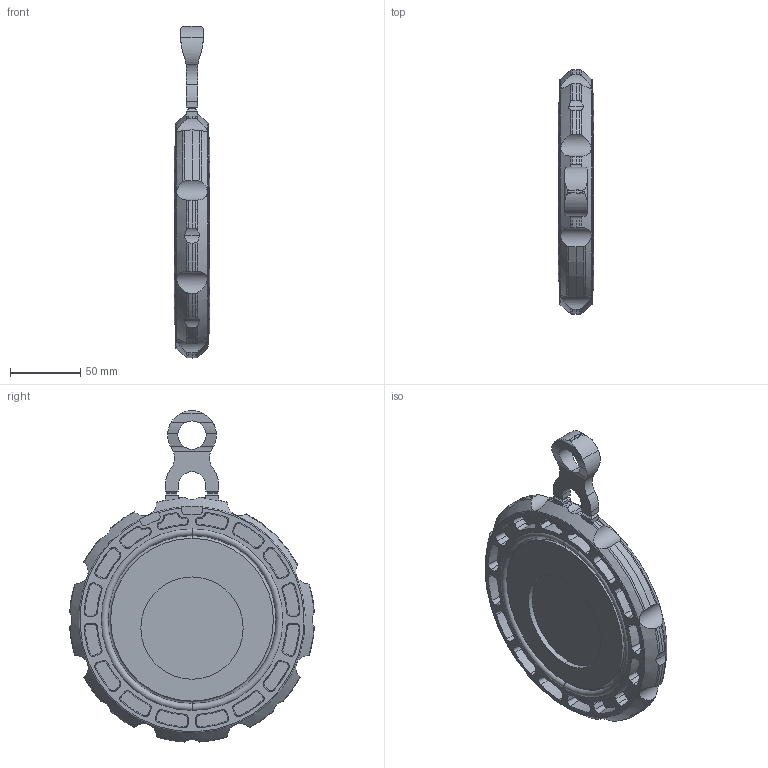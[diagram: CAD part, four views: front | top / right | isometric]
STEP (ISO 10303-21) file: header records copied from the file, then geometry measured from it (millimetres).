
FILE_DESCRIPTION(('STEP AP214'),'1');
FILE_NAME('cctmp_7DA9861D-208A-43B2-8CE0-4A20CD2D7FFD_2018_12_7_13_43_56_790..stp','2018-12-07T12:43:57',('Praher Valves GmbH'),('CADClick - www.CADClick.com'),'Spatial InterOp 3D',' ','unknown authorization');
FILE_SCHEMA(('AUTOMOTIVE_DESIGN'));
Length unit declared in the file: millimetre
Products named in the file (1): 1
Bounding box: 25.04 x 174.68 x 237.04 mm (x, y, z)
Volume: 411118.2 mm3; surface area: 90440 mm2
Topology: 1 solids, 1 shells, 602 faces, 1691 edges, 1106 vertices
Faces by surface type: plane 193, cone 160, cylinder 138, torus 111
Entity records: 27552 total; most frequent: CARTESIAN_POINT 7061, ORIENTED_EDGE 3382, DIRECTION 3321, EDGE_CURVE 1691, AXIS2_PLACEMENT_3D 1325, VERTEX_POINT 1106, CIRCLE 692, LINE 671
